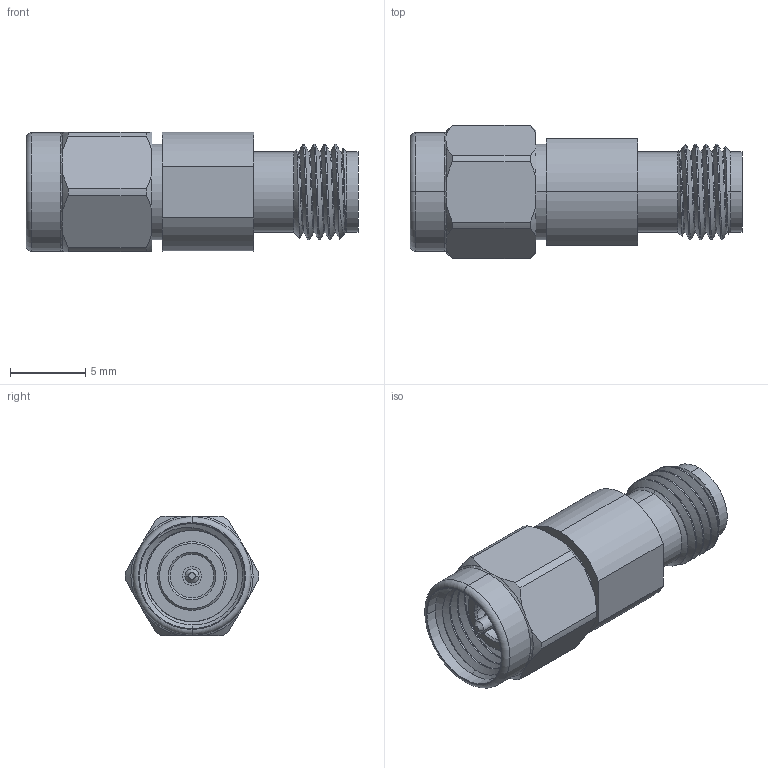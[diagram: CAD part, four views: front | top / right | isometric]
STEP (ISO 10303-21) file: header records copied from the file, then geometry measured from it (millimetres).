
FILE_DESCRIPTION (( 'STEP AP214' ), '1' );
FILE_NAME ('FMAT7703-10_3D.step', '2024-12-11T19:24:54', ( '' ), ( '' ), 'SwSTEP 2.0', 'SolidWorks 2022', '' );
FILE_SCHEMA (( 'AUTOMOTIVE_DESIGN' ));
Length unit declared in the file: inch
Products named in the file (1): FMAT7703-10_3D
Bounding box: 22.1 x 8.89 x 7.94 mm (x, y, z)
Volume: 745.2 mm3; surface area: 943.5 mm2
Topology: 1 solids, 1 shells, 134 faces, 347 edges, 226 vertices
Faces by surface type: cylinder 54, plane 37, cone 33, bspline 6, torus 4
Entity records: 6964 total; most frequent: CARTESIAN_POINT 3798, ORIENTED_EDGE 694, DIRECTION 619, EDGE_CURVE 347, AXIS2_PLACEMENT_3D 250, VERTEX_POINT 226, EDGE_LOOP 145, ADVANCED_FACE 134
